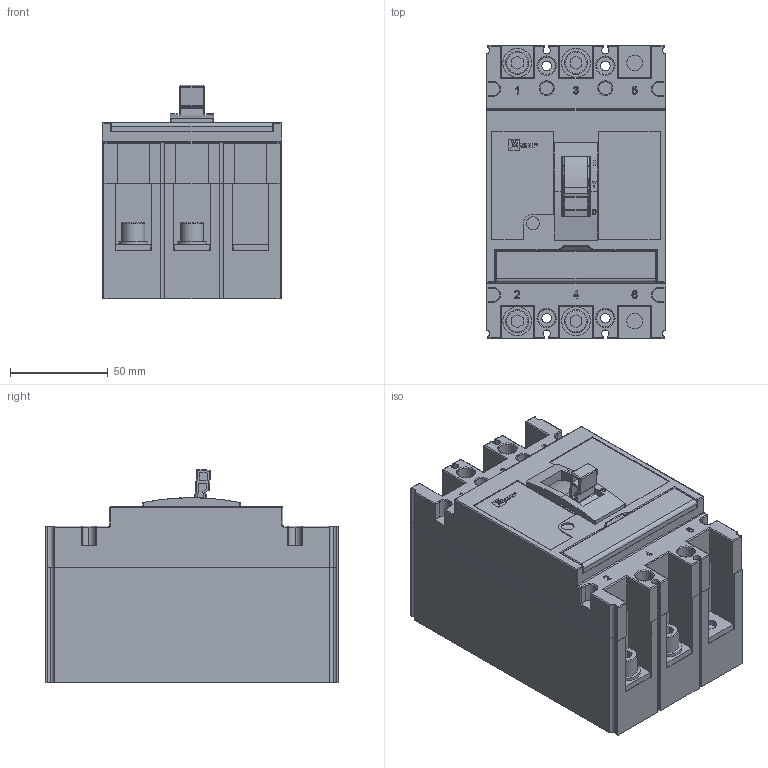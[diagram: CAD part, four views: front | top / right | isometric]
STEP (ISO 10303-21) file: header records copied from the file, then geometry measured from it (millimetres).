
FILE_DESCRIPTION (( 'STEP AP214' ), '1' );
FILE_NAME ('ÂÀ-99Ì 100-63À ñ ýë ðàñö mccb99-100-63me.STEP', '2020-12-01T15:00:48', ( '' ), ( '' ), 'SwSTEP 2.0', 'SolidWorks 2019', '' );
FILE_SCHEMA (( 'AUTOMOTIVE_DESIGN' ));
Length unit declared in the file: millimetre
Products named in the file (1): ÂÀ-99Ì 100-63À ñ ýë ðàñö mccb99-100-63me
Bounding box: 92 x 150 x 108.97 mm (x, y, z)
Volume: 1073498 mm3; surface area: 126948.4 mm2
Topology: 3 solids, 3 shells, 617 faces, 1687 edges, 1125 vertices
Faces by surface type: plane 342, cylinder 196, torus 30, sphere 21, cone 18, bspline 10
Entity records: 22597 total; most frequent: CARTESIAN_POINT 4878, ORIENTED_EDGE 3338, DIRECTION 3117, EDGE_CURVE 1669, VERTEX_POINT 1123, LINE 1103, VECTOR 1103, AXIS2_PLACEMENT_3D 1007
